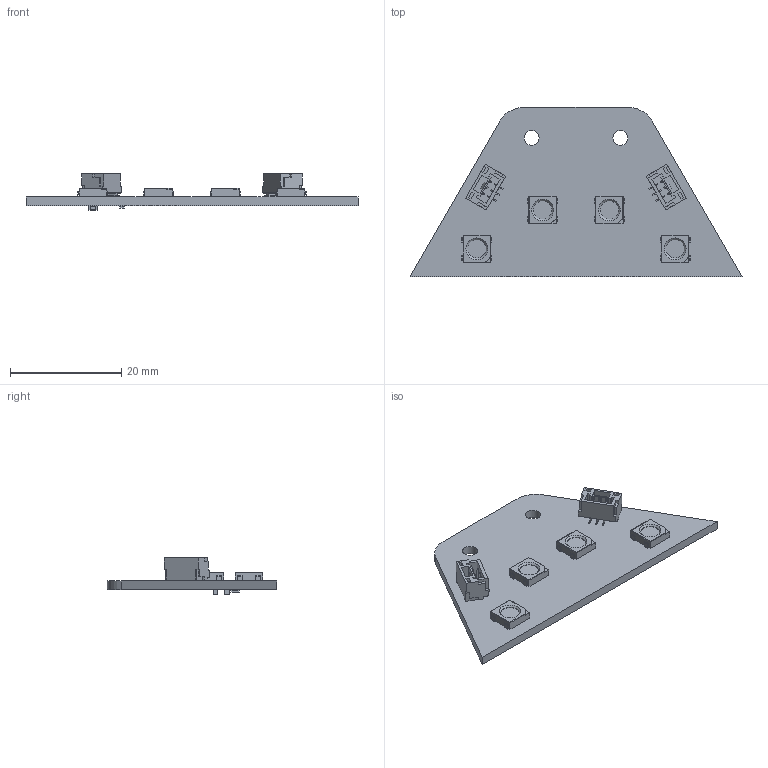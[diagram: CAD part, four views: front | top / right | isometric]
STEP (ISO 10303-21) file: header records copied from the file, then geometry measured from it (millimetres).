
FILE_DESCRIPTION(('FreeCAD Model'),'2;1');
FILE_NAME('LightBoard.step','2020-11-08T11:26:55',('Author'),(''), 'Open CASCADE STEP processor 7.3','FreeCAD','Unknown');
FILE_SCHEMA(('AUTOMOTIVE_DESIGN { 1 0 10303 214 1 1 1 1 }'));
Length unit declared in the file: millimetre
Products named in the file (17): LIghtBoard; Board_Geoms_17de; Local_CS_17de; Pcb_17de; PCB_Sketch_17de; Step_Models_17de; Top_17de; D4_LED_WS2812B_PLCC4_50x50mm_P32mm_5FA6E5BE; D3_LED_WS2812B_PLCC4_50x50mm_P32mm_5FA6E592; D2_LED_WS2812B_PLCC4_50x50mm_P32mm_5FA6E566; J2_JST_BM03B_GHS_TBT_5FA6C1F0; J1_JST_BM03B_GHS_TBT_5FA6C1CA; D1_LED_WS2812B_PLCC4_50x50mm_P32mm_5FA6C14F; Bot_17de; C2_C_0603_1608Metric_5FA6F142; R1_R_0603_1608Metric_5FA811DB; C1_C_0603_1608Metric_5FA6C138
Assembly tree (16 placements, depth 4):
  LIghtBoard
    Board_Geoms_17de
      Local_CS_17de
      Pcb_17de
      PCB_Sketch_17de
    Step_Models_17de
      Top_17de
        D4_LED_WS2812B_PLCC4_50x50mm_P32mm_5FA6E5BE
        D3_LED_WS2812B_PLCC4_50x50mm_P32mm_5FA6E592
        D2_LED_WS2812B_PLCC4_50x50mm_P32mm_5FA6E566
        J2_JST_BM03B_GHS_TBT_5FA6C1F0
        J1_JST_BM03B_GHS_TBT_5FA6C1CA
        D1_LED_WS2812B_PLCC4_50x50mm_P32mm_5FA6C14F
      Bot_17de
        C2_C_0603_1608Metric_5FA6F142
        R1_R_0603_1608Metric_5FA811DB
        C1_C_0603_1608Metric_5FA6C138
Bounding box: 59.8 x 30.5 x 6.6 mm (x, y, z)
Volume: 2326.6 mm3; surface area: 3692.4 mm2
Topology: 10 solids, 10 shells, 689 faces, 1956 edges, 1300 vertices
Faces by surface type: plane 561, cylinder 124, cone 4
Full cylindrical faces by diameter (mm): 2.7 x2, 3.333 x4
Entity records: 27214 total; most frequent: CARTESIAN_POINT 3962, ORIENTED_EDGE 3898, DIRECTION 3602, EDGE_CURVE 1949, LINE 1722, VECTOR 1722, VERTEX_POINT 1286, AXIS2_PLACEMENT_3D 940
